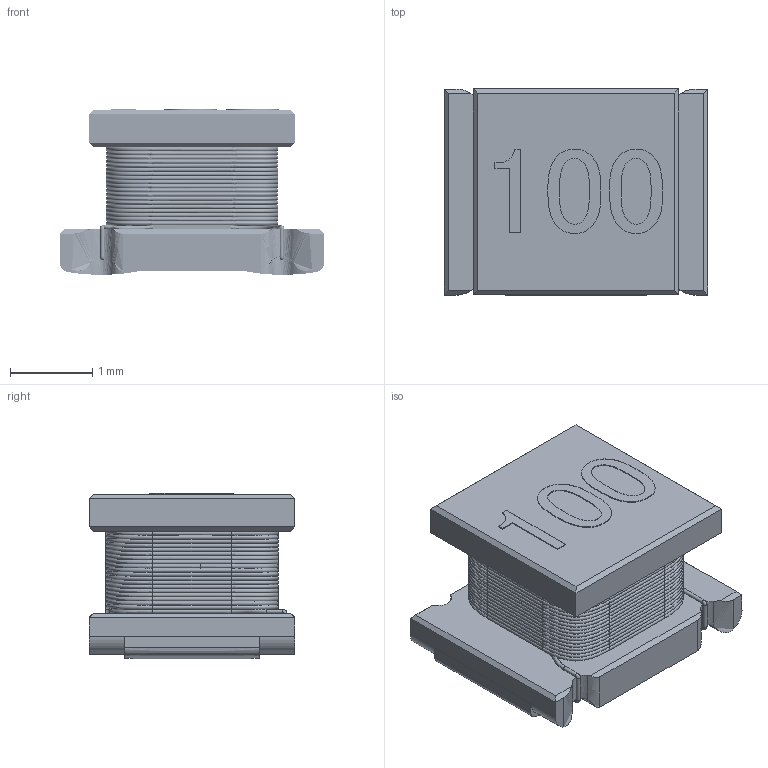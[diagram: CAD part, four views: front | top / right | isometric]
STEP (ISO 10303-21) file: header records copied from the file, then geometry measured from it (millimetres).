
FILE_DESCRIPTION( ('This file contains a STEP AP42 implementation' ,'as created by ZW3D STEP Interface translator.') ,'2;1' );
FILE_NAME( 'SQ3225-L(100).stp' ,'14 924.165151', (''), ('ZWCAD Software Co.'), 'Version 1.0', 'ZW3D to STEP translator', '' );
FILE_SCHEMA( ('CONFIG_CONTROL_DESIGN') );
Length unit declared in the file: millimetre
Products named in the file (1): 0
Bounding box: 3.2 x 2.5 x 2.01 mm (x, y, z)
Volume: 7.6 mm3; surface area: 99.6 mm2
Topology: 6 solids, 267 shells, 535 faces, 1642 edges, 1125 vertices
Faces by surface type: bspline 535
Entity records: 94968 total; most frequent: CARTESIAN_POINT 86357, ORIENTED_EDGE 2631, EDGE_CURVE 1642, VERTEX_POINT 1125, B_SPLINE_CURVE_WITH_KNOTS 919, EDGE_LOOP 541, FACE_OUTER_BOUND 535, ADVANCED_FACE 535
